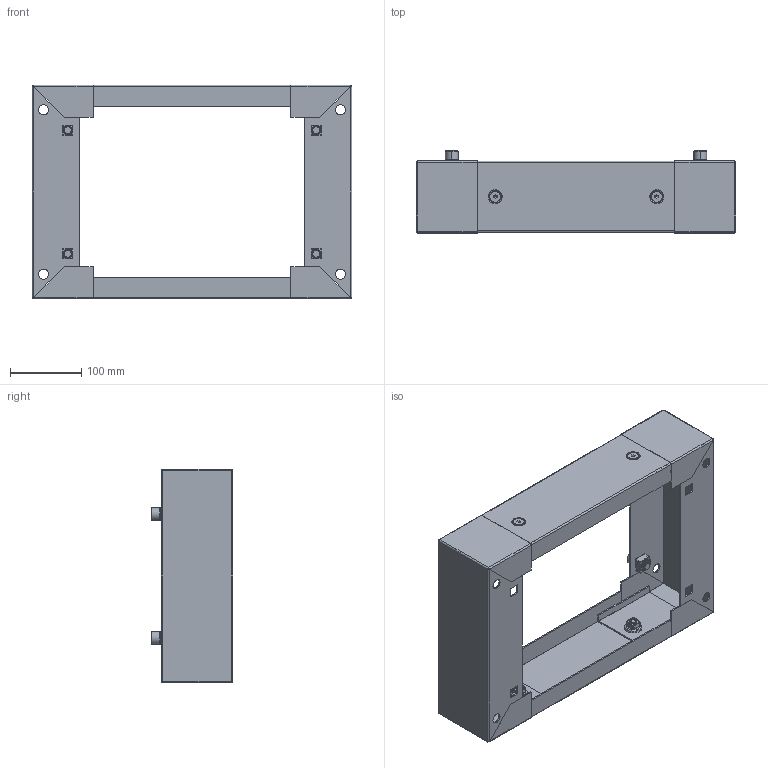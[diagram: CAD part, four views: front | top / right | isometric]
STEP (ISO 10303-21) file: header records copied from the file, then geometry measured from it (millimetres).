
FILE_DESCRIPTION (( 'STEP AP203' ), '1' );
FILE_NAME ('R5ZE351.step', '2011-03-23T14:47:22', ( 'User' ), ( 'DKC' ), 'SwSTEP 2.0', 'SolidWorks 2011', '' );
FILE_SCHEMA (( 'CONFIG_CONTROL_DESIGN' ));
Length unit declared in the file: millimetre
Products named in the file (12): Profilo frontale per larghezza_500; Piastrina per profili larghezza e profondita 300_QB08C012; Profilo frontale per larghezza 300 H100_QB08C006; dado quadrato M8_Default; R5ZE351; Capscrew with recessed hexahedron M12 x 20_ISO 4762 M12 x 20 --- 20S; gabbia M8_Default; Assem gabbia+dado M8_CM230800; Sunk crew with recessed hexahedron M8 x 10_ISO 10642 - M8 x 16 --- 16S; gabbia M12_Default; Assem gabbia+dado M12_CM230120; dado quadrato M12_Default
Assembly tree (28 placements, depth 3):
  R5ZE351
    Piastrina per profili larghezza e profondita 300_QB08C012  x4
    Sunk crew with recessed hexahedron M8 x 10_ISO 10642 - M8 x 16 --- 16S  x4
    Profilo frontale per larghezza 300 H100_QB08C006  x2
    Profilo frontale per larghezza_500  x2
    Assem gabbia+dado M8_CM230800  x4
      dado quadrato M8_Default
      gabbia M8_Default
    Assem gabbia+dado M12_CM230120  x4
      gabbia M12_Default
      dado quadrato M12_Default
    Capscrew with recessed hexahedron M12 x 20_ISO 4762 M12 x 20 --- 20S  x4
Bounding box: 449 x 115 x 300.56 mm (x, y, z)
Volume: 645857.2 mm3; surface area: 658345.7 mm2
Topology: 32 solids, 32 shells, 2244 faces, 5320 edges, 3144 vertices
Faces by surface type: plane 1228, cylinder 464, cone 424, bspline 80, torus 48
Entity records: 20210 total; most frequent: CARTESIAN_POINT 4008, DIRECTION 3046, ORIENTED_EDGE 2980, EDGE_CURVE 1490, AXIS2_PLACEMENT_3D 1054, LINE 938, VECTOR 938, VERTEX_POINT 880
